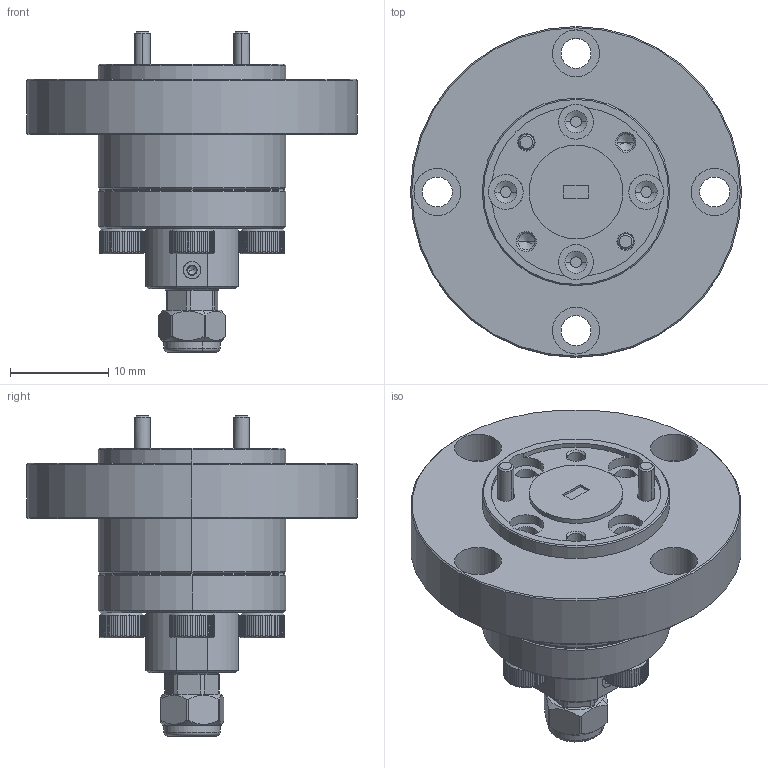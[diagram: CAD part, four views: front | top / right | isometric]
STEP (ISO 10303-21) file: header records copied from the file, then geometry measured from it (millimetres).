
FILE_DESCRIPTION (( 'STEP AP214' ), '1' );
FILE_NAME ('WC-WE-WR-A, Defeatured, Male.STEP', '2024-07-10T21:03:32', ( '' ), ( '' ), 'SwSTEP 2.0', 'SolidWorks 2021', '' );
FILE_SCHEMA (( 'AUTOMOTIVE_DESIGN' ));
Length unit declared in the file: inch
Products named in the file (1): WC-WE-WR-A, Defeatured, Male
Bounding box: 33.66 x 33.66 x 32.56 mm (x, y, z)
Volume: 8070.5 mm3; surface area: 4373.5 mm2
Topology: 1 solids, 3 shells, 810 faces, 2187 edges, 1414 vertices
Faces by surface type: plane 481, cylinder 237, cone 80, torus 10, bspline 2
Entity records: 37387 total; most frequent: CARTESIAN_POINT 7733, ORIENTED_EDGE 4358, DIRECTION 3570, EDGE_CURVE 2179, VERTEX_POINT 1414, AXIS2_PLACEMENT_3D 1365, EDGE_LOOP 859, LINE 840
